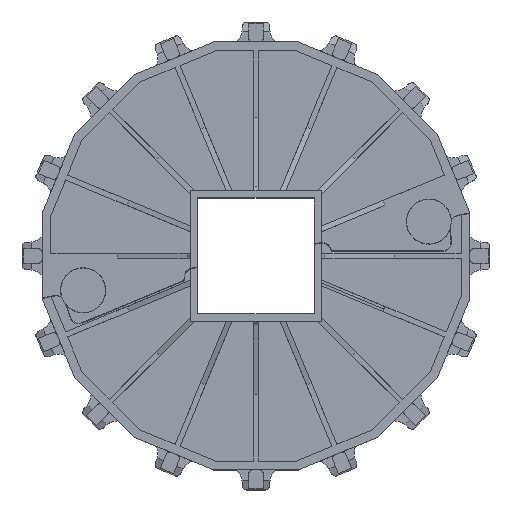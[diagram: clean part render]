
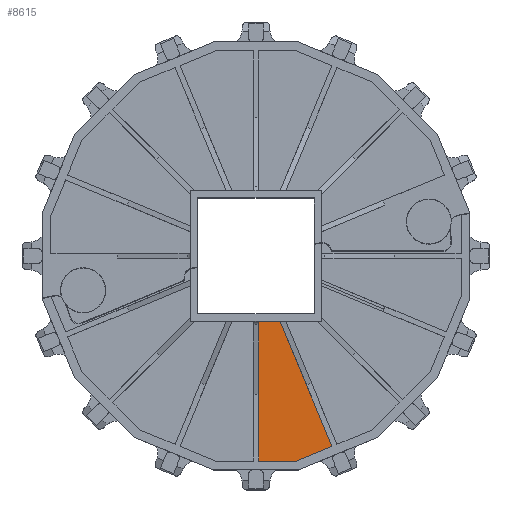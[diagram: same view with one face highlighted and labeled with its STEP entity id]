
A CAD part, top view. The second image highlights one B-rep face of the part: STEP entity #8615.
In plain terms, the highlighted planar face has unit normal (0, 0, 1).
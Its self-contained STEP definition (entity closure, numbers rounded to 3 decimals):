
#657 = CARTESIAN_POINT ( 'NONE',  ( 22.835, -114.8, 2.3 ) ) ;
#3337 = LINE ( 'NONE', #30260, #18396 ) ;
#4207 = EDGE_CURVE ( 'NONE', #12198, #18767, #3337, .T. ) ;
#4211 = ORIENTED_EDGE ( 'NONE', *, *, #5532, .T. ) ;
#4538 = LINE ( 'NONE', #14038, #17049 ) ;
#4655 = LINE ( 'NONE', #15893, #19134 ) ;
#4820 = EDGE_CURVE ( 'NONE', #18767, #30538, #4538, .T. ) ;
#5532 = EDGE_CURVE ( 'NONE', #6586, #12198, #9815, .T. ) ;
#6586 = VERTEX_POINT ( 'NONE', #20866 ) ;
#7027 = CARTESIAN_POINT ( 'NONE',  ( 13.495, -36.5, 2.3 ) ) ;
#8308 = DIRECTION ( 'NONE',  ( 0., 0., 1. ) ) ;
#8615 = ADVANCED_FACE ( 'NONE', ( #13000 ), #22907, .T. ) ;
#8660 = EDGE_LOOP ( 'NONE', ( #4211, #18734, #25163, #30068, #17000 ) ) ;
#9762 = EDGE_CURVE ( 'NONE', #30538, #15419, #10620, .T. ) ;
#9815 = LINE ( 'NONE', #9990, #15812 ) ;
#9990 = CARTESIAN_POINT ( 'NONE',  ( 42.546, -106.635, 2.3 ) ) ;
#10620 = LINE ( 'NONE', #657, #20020 ) ;
#10993 = DIRECTION ( 'NONE',  ( -1., 0., 0. ) ) ;
#11114 = CARTESIAN_POINT ( 'NONE',  ( 0., 0., 2.3 ) ) ;
#12198 = VERTEX_POINT ( 'NONE', #7027 ) ;
#12469 = DIRECTION ( 'NONE',  ( -0.383, 0.924, 0. ) ) ;
#13000 = FACE_OUTER_BOUND ( 'NONE', #8660, .T. ) ;
#14038 = CARTESIAN_POINT ( 'NONE',  ( 1.5, -114.8, 2.3 ) ) ;
#14111 = EDGE_CURVE ( 'NONE', #15419, #6586, #4655, .T. ) ;
#14498 = DIRECTION ( 'NONE',  ( 0., -1., 0. ) ) ;
#15419 = VERTEX_POINT ( 'NONE', #24085 ) ;
#15812 = VECTOR ( 'NONE', #12469, 1000. ) ;
#15893 = CARTESIAN_POINT ( 'NONE',  ( 42.546, -106.635, 2.3 ) ) ;
#17000 = ORIENTED_EDGE ( 'NONE', *, *, #14111, .T. ) ;
#17049 = VECTOR ( 'NONE', #14498, 1000. ) ;
#18188 = CARTESIAN_POINT ( 'NONE',  ( 1.5, -36.5, 2.3 ) ) ;
#18396 = VECTOR ( 'NONE', #10993, 1000. ) ;
#18734 = ORIENTED_EDGE ( 'NONE', *, *, #4207, .T. ) ;
#18767 = VERTEX_POINT ( 'NONE', #18188 ) ;
#19134 = VECTOR ( 'NONE', #23321, 1000. ) ;
#20020 = VECTOR ( 'NONE', #26786, 1000. ) ;
#20866 = CARTESIAN_POINT ( 'NONE',  ( 42.546, -106.635, 2.3 ) ) ;
#22907 = PLANE ( 'NONE',  #26984 ) ;
#23321 = DIRECTION ( 'NONE',  ( 0.924, 0.383, 0. ) ) ;
#24085 = CARTESIAN_POINT ( 'NONE',  ( 22.835, -114.8, 2.3 ) ) ;
#25163 = ORIENTED_EDGE ( 'NONE', *, *, #4820, .T. ) ;
#25678 = CARTESIAN_POINT ( 'NONE',  ( 1.5, -114.8, 2.3 ) ) ;
#26786 = DIRECTION ( 'NONE',  ( 1., 0., 0. ) ) ;
#26984 = AXIS2_PLACEMENT_3D ( 'NONE', #11114, #8308, #27291 ) ;
#27291 = DIRECTION ( 'NONE',  ( -0.924, -0.383, 0. ) ) ;
#30068 = ORIENTED_EDGE ( 'NONE', *, *, #9762, .T. ) ;
#30260 = CARTESIAN_POINT ( 'NONE',  ( 0., -36.5, 2.3 ) ) ;
#30538 = VERTEX_POINT ( 'NONE', #25678 ) ;
